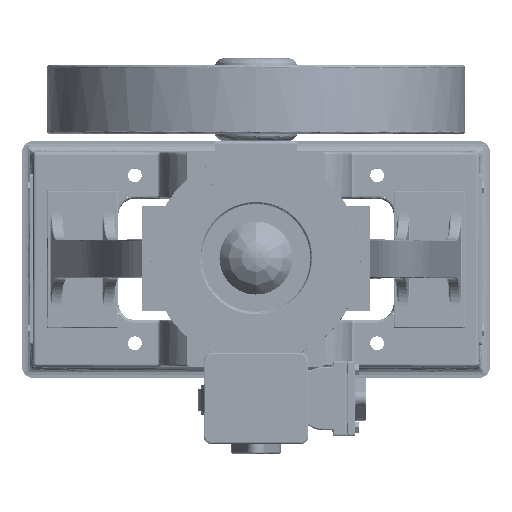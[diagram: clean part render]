
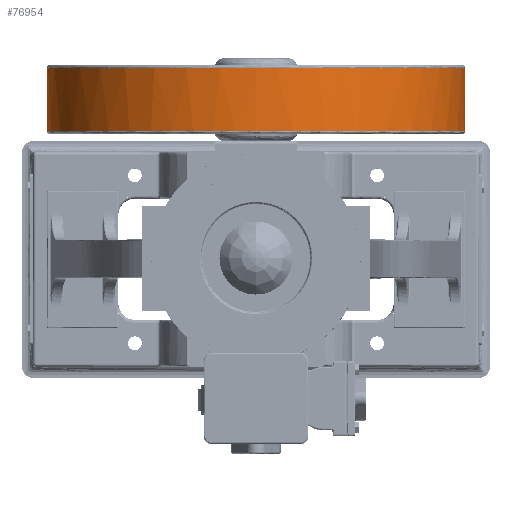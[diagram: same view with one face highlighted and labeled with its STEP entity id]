
A CAD part, top view. The second image highlights one B-rep face of the part: STEP entity #76954.
In plain terms, the highlighted free-form (B-spline) face has degree [3, 1] with [7, 2] control points.
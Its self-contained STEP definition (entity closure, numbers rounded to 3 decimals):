
#76954 = ADVANCED_FACE('',(#76955),#77007,.T.);
#76955 = FACE_BOUND('',#76956,.T.);
#76956 = EDGE_LOOP('',(#76957,#76968,#76975,#76984,#76993,#77000));
#76957 = ORIENTED_EDGE('',*,*,#76958,.T.);
#76958 = EDGE_CURVE('',#76959,#76961,#76963,.T.);
#76959 = VERTEX_POINT('',#76960);
#76960 = CARTESIAN_POINT('',(110.093,145.711,
    -51.808));
#76961 = VERTEX_POINT('',#76962);
#76962 = CARTESIAN_POINT('',(110.093,145.711,
    145.063));
#76963 = ( BOUNDED_CURVE() B_SPLINE_CURVE(3,(#76964,#76965,#76966,#76967
),.UNSPECIFIED.,.F.,.F.) B_SPLINE_CURVE_WITH_KNOTS((4,4),(0.,1.),
.PIECEWISE_BEZIER_KNOTS.) CURVE() GEOMETRIC_REPRESENTATION_ITEM() 
RATIONAL_B_SPLINE_CURVE((1.,0.333,0.333,1.)) 
REPRESENTATION_ITEM('') );
#76964 = CARTESIAN_POINT('',(110.093,145.711,
    -51.808));
#76965 = CARTESIAN_POINT('',(306.965,145.711,
    -51.808));
#76966 = CARTESIAN_POINT('',(306.965,145.711,
    145.063));
#76967 = CARTESIAN_POINT('',(110.093,145.711,
    145.063));
#76968 = ORIENTED_EDGE('',*,*,#76969,.T.);
#76969 = EDGE_CURVE('',#76961,#76970,#76972,.T.);
#76970 = VERTEX_POINT('',#76971);
#76971 = CARTESIAN_POINT('',(110.093,115.921,
    145.063));
#76972 = B_SPLINE_CURVE_WITH_KNOTS('',1,(#76973,#76974),.UNSPECIFIED.,
  .F.,.F.,(2,2),(0.,23.),.PIECEWISE_BEZIER_KNOTS.);
#76973 = CARTESIAN_POINT('',(110.093,145.711,
    145.063));
#76974 = CARTESIAN_POINT('',(110.093,115.921,
    145.063));
#76975 = ORIENTED_EDGE('',*,*,#76976,.T.);
#76976 = EDGE_CURVE('',#76970,#76977,#76979,.T.);
#76977 = VERTEX_POINT('',#76978);
#76978 = CARTESIAN_POINT('',(110.093,115.921,
    -51.808));
#76979 = ( BOUNDED_CURVE() B_SPLINE_CURVE(3,(#76980,#76981,#76982,#76983
),.UNSPECIFIED.,.F.,.F.) B_SPLINE_CURVE_WITH_KNOTS((4,4),(0.,1.),
.PIECEWISE_BEZIER_KNOTS.) CURVE() GEOMETRIC_REPRESENTATION_ITEM() 
RATIONAL_B_SPLINE_CURVE((1.,0.333,0.333,1.)) 
REPRESENTATION_ITEM('') );
#76980 = CARTESIAN_POINT('',(110.093,115.921,
    145.063));
#76981 = CARTESIAN_POINT('',(306.965,115.921,
    145.063));
#76982 = CARTESIAN_POINT('',(306.965,115.921,
    -51.808));
#76983 = CARTESIAN_POINT('',(110.093,115.921,
    -51.808));
#76984 = ORIENTED_EDGE('',*,*,#76985,.T.);
#76985 = EDGE_CURVE('',#76977,#76986,#76988,.T.);
#76986 = VERTEX_POINT('',#76987);
#76987 = CARTESIAN_POINT('',(110.093,115.921,
    145.063));
#76988 = ( BOUNDED_CURVE() B_SPLINE_CURVE(3,(#76989,#76990,#76991,#76992
),.UNSPECIFIED.,.F.,.F.) B_SPLINE_CURVE_WITH_KNOTS((4,4),(0.,1.),
.PIECEWISE_BEZIER_KNOTS.) CURVE() GEOMETRIC_REPRESENTATION_ITEM() 
RATIONAL_B_SPLINE_CURVE((1.,0.333,0.333,1.)) 
REPRESENTATION_ITEM('') );
#76989 = CARTESIAN_POINT('',(110.093,115.921,
    -51.808));
#76990 = CARTESIAN_POINT('',(-86.779,115.921,
    -51.808));
#76991 = CARTESIAN_POINT('',(-86.779,115.921,
    145.063));
#76992 = CARTESIAN_POINT('',(110.093,115.921,
    145.063));
#76993 = ORIENTED_EDGE('',*,*,#76994,.T.);
#76994 = EDGE_CURVE('',#76986,#76995,#76997,.T.);
#76995 = VERTEX_POINT('',#76996);
#76996 = CARTESIAN_POINT('',(110.093,145.711,
    145.063));
#76997 = B_SPLINE_CURVE_WITH_KNOTS('',1,(#76998,#76999),.UNSPECIFIED.,
  .F.,.F.,(2,2),(0.,23.),.PIECEWISE_BEZIER_KNOTS.);
#76998 = CARTESIAN_POINT('',(110.093,115.921,
    145.063));
#76999 = CARTESIAN_POINT('',(110.093,145.711,
    145.063));
#77000 = ORIENTED_EDGE('',*,*,#77001,.T.);
#77001 = EDGE_CURVE('',#76995,#76959,#77002,.T.);
#77002 = ( BOUNDED_CURVE() B_SPLINE_CURVE(3,(#77003,#77004,#77005,#77006
),.UNSPECIFIED.,.F.,.F.) B_SPLINE_CURVE_WITH_KNOTS((4,4),(0.,1.),
.PIECEWISE_BEZIER_KNOTS.) CURVE() GEOMETRIC_REPRESENTATION_ITEM() 
RATIONAL_B_SPLINE_CURVE((1.,0.333,0.333,1.)) 
REPRESENTATION_ITEM('') );
#77003 = CARTESIAN_POINT('',(110.093,145.711,
    145.063));
#77004 = CARTESIAN_POINT('',(-86.779,145.711,
    145.063));
#77005 = CARTESIAN_POINT('',(-86.779,145.711,
    -51.808));
#77006 = CARTESIAN_POINT('',(110.093,145.711,
    -51.808));
#77007 = ( BOUNDED_SURFACE() B_SPLINE_SURFACE(3,1,(
    (#77008,#77009)
    ,(#77010,#77011)
    ,(#77012,#77013)
    ,(#77014,#77015)
    ,(#77016,#77017)
    ,(#77018,#77019)
    ,(#77020,#77021
)),.UNSPECIFIED.,.T.,.F.,.F.) B_SPLINE_SURFACE_WITH_KNOTS((4,3,4),(2,2),
  (0.,0.5,1.),(0.,1.),.PIECEWISE_BEZIER_KNOTS.) 
GEOMETRIC_REPRESENTATION_ITEM() RATIONAL_B_SPLINE_SURFACE((
    (1.,1.)
    ,(0.333,0.333)
    ,(0.333,0.333)
    ,(1.,1.)
    ,(0.333,0.333)
    ,(0.333,0.333)
,(1.,1.))) REPRESENTATION_ITEM('') SURFACE() );
#77008 = CARTESIAN_POINT('',(110.093,115.921,
    145.063));
#77009 = CARTESIAN_POINT('',(110.093,145.711,
    145.063));
#77010 = CARTESIAN_POINT('',(306.965,115.921,
    145.063));
#77011 = CARTESIAN_POINT('',(306.965,145.711,
    145.063));
#77012 = CARTESIAN_POINT('',(306.965,115.921,
    -51.808));
#77013 = CARTESIAN_POINT('',(306.965,145.711,
    -51.808));
#77014 = CARTESIAN_POINT('',(110.093,115.921,
    -51.808));
#77015 = CARTESIAN_POINT('',(110.093,145.711,
    -51.808));
#77016 = CARTESIAN_POINT('',(-86.779,115.921,
    -51.808));
#77017 = CARTESIAN_POINT('',(-86.779,145.711,
    -51.808));
#77018 = CARTESIAN_POINT('',(-86.779,115.921,
    145.063));
#77019 = CARTESIAN_POINT('',(-86.779,145.711,
    145.063));
#77020 = CARTESIAN_POINT('',(110.093,115.921,
    145.063));
#77021 = CARTESIAN_POINT('',(110.093,145.711,
    145.063));
